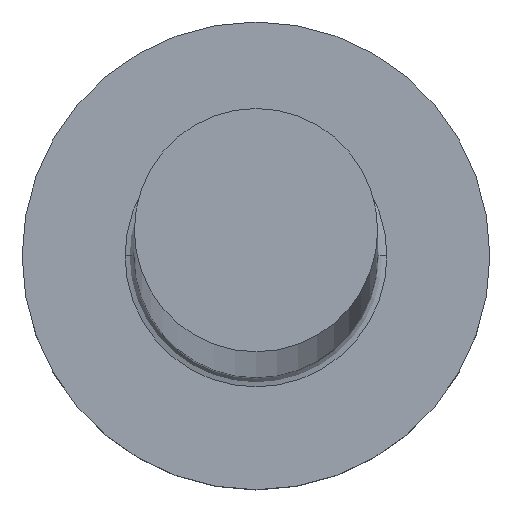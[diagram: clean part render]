
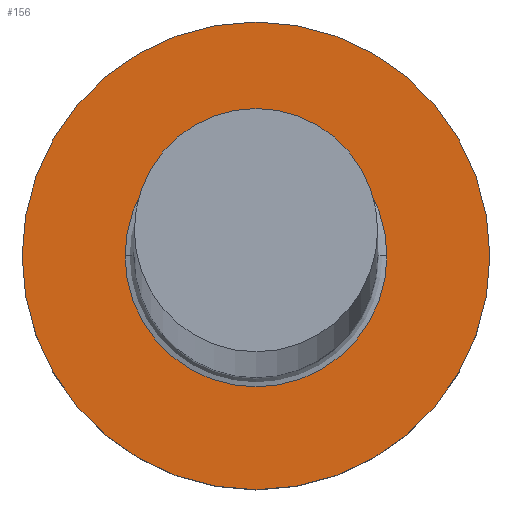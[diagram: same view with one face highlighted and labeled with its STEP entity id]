
A CAD part, top view. The second image highlights one B-rep face of the part: STEP entity #156.
In plain terms, the highlighted planar face has unit normal (0, 0, 1).
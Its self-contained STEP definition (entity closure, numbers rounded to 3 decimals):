
#3 = DIRECTION ( 'NONE',  ( 0., 0., 1. ) ) ;
#5 = AXIS2_PLACEMENT_3D ( 'NONE', #51, #128, #267 ) ;
#12 = FACE_OUTER_BOUND ( 'NONE', #63, .T. ) ;
#13 = DIRECTION ( 'NONE',  ( 1., 0., 0. ) ) ;
#20 = VERTEX_POINT ( 'NONE', #29 ) ;
#29 = CARTESIAN_POINT ( 'NONE',  ( -5., 0., 3. ) ) ;
#33 = AXIS2_PLACEMENT_3D ( 'NONE', #136, #138, #184 ) ;
#36 = DIRECTION ( 'NONE',  ( 1., 0., 0. ) ) ;
#51 = CARTESIAN_POINT ( 'NONE',  ( 0., 0., 3. ) ) ;
#53 = VERTEX_POINT ( 'NONE', #265 ) ;
#59 = CIRCLE ( 'NONE', #231, 5. ) ;
#60 = CARTESIAN_POINT ( 'NONE',  ( 0., 0., 3. ) ) ;
#63 = EDGE_LOOP ( 'NONE', ( #151, #102 ) ) ;
#70 = VERTEX_POINT ( 'NONE', #123 ) ;
#80 = DIRECTION ( 'NONE',  ( 0., 0., 1. ) ) ;
#95 = EDGE_LOOP ( 'NONE', ( #163, #279 ) ) ;
#102 = ORIENTED_EDGE ( 'NONE', *, *, #274, .T. ) ;
#107 = EDGE_CURVE ( 'NONE', #20, #70, #59, .T. ) ;
#113 = AXIS2_PLACEMENT_3D ( 'NONE', #135, #80, #13 ) ;
#122 = EDGE_CURVE ( 'NONE', #53, #145, #306, .T. ) ;
#123 = CARTESIAN_POINT ( 'NONE',  ( 5., 0., 3. ) ) ;
#128 = DIRECTION ( 'NONE',  ( 0., 0., -1. ) ) ;
#133 = DIRECTION ( 'NONE',  ( 0., 0., -1. ) ) ;
#135 = CARTESIAN_POINT ( 'NONE',  ( 0., 0., 3. ) ) ;
#136 = CARTESIAN_POINT ( 'NONE',  ( 0., 0., 3. ) ) ;
#138 = DIRECTION ( 'NONE',  ( 0., 0., 1. ) ) ;
#145 = VERTEX_POINT ( 'NONE', #181 ) ;
#151 = ORIENTED_EDGE ( 'NONE', *, *, #107, .T. ) ;
#156 = ADVANCED_FACE ( 'NONE', ( #268, #12 ), #252, .T. ) ;
#163 = ORIENTED_EDGE ( 'NONE', *, *, #168, .T. ) ;
#168 = EDGE_CURVE ( 'NONE', #145, #53, #269, .T. ) ;
#178 = DIRECTION ( 'NONE',  ( 1., 0., 0. ) ) ;
#181 = CARTESIAN_POINT ( 'NONE',  ( 2.8, 0., 3. ) ) ;
#184 = DIRECTION ( 'NONE',  ( 1., 0., 0. ) ) ;
#188 = CIRCLE ( 'NONE', #33, 5. ) ;
#195 = CARTESIAN_POINT ( 'NONE',  ( 0., 0., 3. ) ) ;
#231 = AXIS2_PLACEMENT_3D ( 'NONE', #195, #3, #178 ) ;
#252 = PLANE ( 'NONE',  #113 ) ;
#259 = AXIS2_PLACEMENT_3D ( 'NONE', #60, #133, #36 ) ;
#265 = CARTESIAN_POINT ( 'NONE',  ( -2.8, 0., 3. ) ) ;
#267 = DIRECTION ( 'NONE',  ( 1., 0., 0. ) ) ;
#268 = FACE_BOUND ( 'NONE', #95, .T. ) ;
#269 = CIRCLE ( 'NONE', #259, 2.8 ) ;
#274 = EDGE_CURVE ( 'NONE', #70, #20, #188, .T. ) ;
#279 = ORIENTED_EDGE ( 'NONE', *, *, #122, .T. ) ;
#306 = CIRCLE ( 'NONE', #5, 2.8 ) ;
